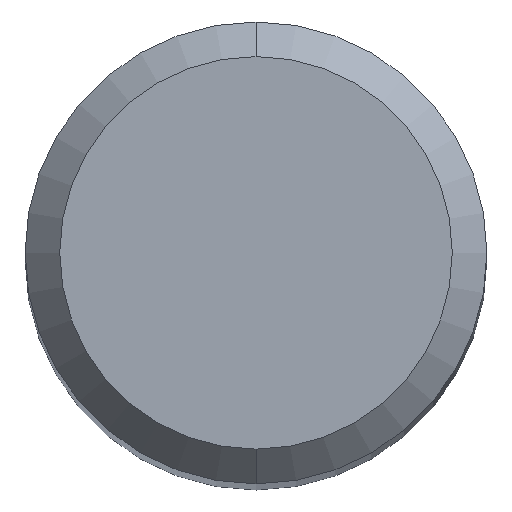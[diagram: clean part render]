
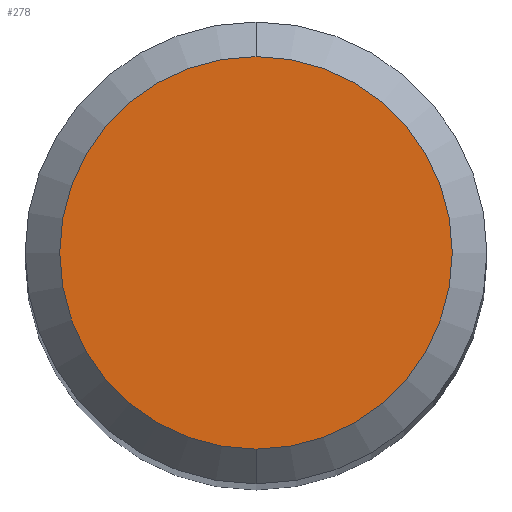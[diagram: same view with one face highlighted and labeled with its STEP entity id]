
A CAD part, top view. The second image highlights one B-rep face of the part: STEP entity #278.
In plain terms, the highlighted planar face has unit normal (0, 0, 1).
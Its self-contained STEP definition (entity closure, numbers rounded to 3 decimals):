
#278=ADVANCED_FACE('',(#626),#627,.T.);
#356=EDGE_CURVE('',#412,#400,#713,.T.);
#400=VERTEX_POINT('',#758);
#412=VERTEX_POINT('',#770);
#458=EDGE_CURVE('',#400,#412,#820,.T.);
#626=FACE_OUTER_BOUND('',#1108,.T.);
#627=PLANE('',#1109);
#713=CIRCLE('',#1269,1.7);
#758=CARTESIAN_POINT('',(0.0,1.7,0.0));
#770=CARTESIAN_POINT('',(0.,-1.7,0.0));
#820=CIRCLE('',#1475,1.7);
#1108=EDGE_LOOP('',(#1681,#1682));
#1109=AXIS2_PLACEMENT_3D('',#1683,#1684,#1685);
#1269=AXIS2_PLACEMENT_3D('',#1782,#1783,#1784);
#1475=AXIS2_PLACEMENT_3D('',#1884,#1885,#1886);
#1681=ORIENTED_EDGE('',*,*,#458,.F.);
#1682=ORIENTED_EDGE('',*,*,#356,.F.);
#1683=CARTESIAN_POINT('',(0.0,0.85,0.0));
#1684=DIRECTION('',(-0.0,0.0,1.0));
#1685=DIRECTION('',(0.0,-1.0,0.0));
#1782=CARTESIAN_POINT('',(0.0,0.0,0.0));
#1783=DIRECTION('',(0.0,0.0,-1.0));
#1784=DIRECTION('',(0.0,1.0,0.0));
#1884=CARTESIAN_POINT('',(0.0,0.0,0.0));
#1885=DIRECTION('',(0.0,0.0,-1.0));
#1886=DIRECTION('',(0.0,1.0,0.0));
